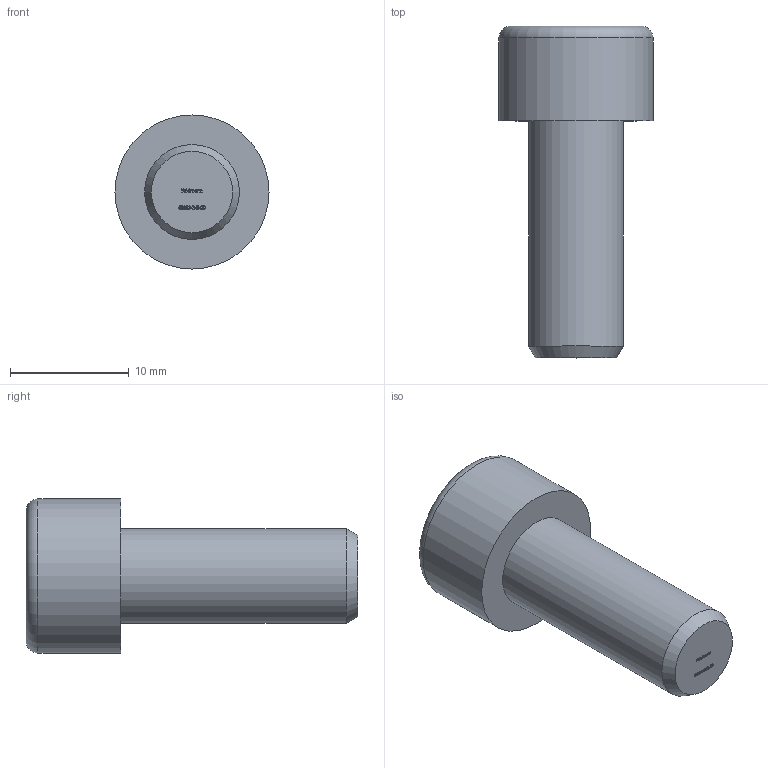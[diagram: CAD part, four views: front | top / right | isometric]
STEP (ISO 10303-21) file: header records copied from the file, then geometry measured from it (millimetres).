
FILE_DESCRIPTION (( 'STEP AP203' ), '1' );
FILE_NAME ('58333-240-20.step', '2020-01-21T10:28:52', ( '' ), ( '' ), 'SwSTEP 2.0', 'SolidWorks 2015', '' );
FILE_SCHEMA (( 'CONFIG_CONTROL_DESIGN' ));
Length unit declared in the file: millimetre
Products named in the file (2): 58333-240-20
Bounding box: 13 x 28 x 13 mm (x, y, z)
Volume: 1922.4 mm3; surface area: 1151 mm2
Topology: 1 solids, 1 shells, 295 faces, 785 edges, 522 vertices
Faces by surface type: plane 145, bspline 145, cylinder 2, cone 2, torus 1
Full cylindrical faces by diameter (mm): 8 x1, 13 x1
Entity records: 17279 total; most frequent: CARTESIAN_POINT 10803, ORIENTED_EDGE 1554, DIRECTION 803, EDGE_CURVE 777, VERTEX_POINT 518, LINE 475, VECTOR 475, EDGE_LOOP 329
